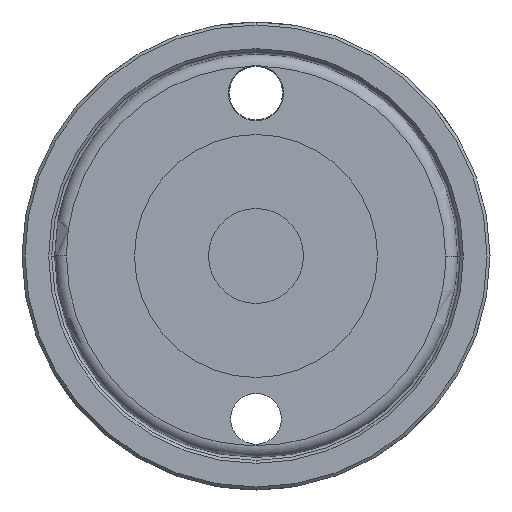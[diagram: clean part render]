
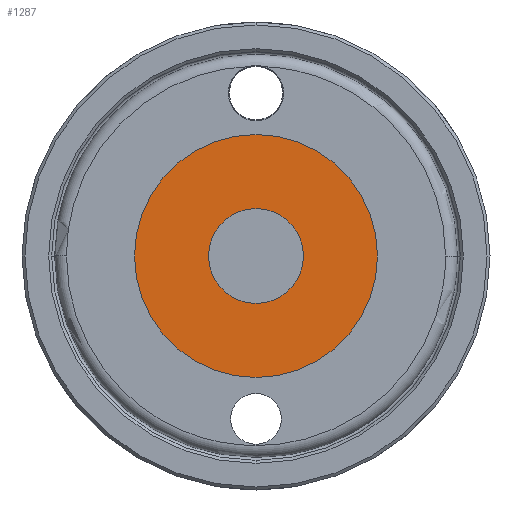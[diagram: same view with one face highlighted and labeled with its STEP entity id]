
A CAD part, front view. The second image highlights one B-rep face of the part: STEP entity #1287.
In plain terms, the highlighted planar face has unit normal (0, -1, 0).
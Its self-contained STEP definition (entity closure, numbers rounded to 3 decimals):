
#43 = CIRCLE ( 'NONE', #1397, 8. ) ;
#239 = CARTESIAN_POINT ( 'NONE',  ( 39.5, -1.6, 20.5 ) ) ;
#300 = CARTESIAN_POINT ( 'NONE',  ( 39.5, -1.6, 8. ) ) ;
#315 = DIRECTION ( 'NONE',  ( 0., 0., -1. ) ) ;
#317 = DIRECTION ( 'NONE',  ( 0., -1., 0. ) ) ;
#322 = CARTESIAN_POINT ( 'NONE',  ( 39.5, -1.6, 0. ) ) ;
#334 = DIRECTION ( 'NONE',  ( 0., 0., -1. ) ) ;
#337 = DIRECTION ( 'NONE',  ( 0., -1., 0. ) ) ;
#346 = CARTESIAN_POINT ( 'NONE',  ( 39.5, -1.6, 0. ) ) ;
#419 = CARTESIAN_POINT ( 'NONE',  ( 39.5, -1.6, -20.5 ) ) ;
#576 = DIRECTION ( 'NONE',  ( 0., 0., -1. ) ) ;
#578 = DIRECTION ( 'NONE',  ( 0., -1., 0. ) ) ;
#582 = CARTESIAN_POINT ( 'NONE',  ( 39.5, -1.6, 0. ) ) ;
#641 = DIRECTION ( 'NONE',  ( 0., 0., -1. ) ) ;
#643 = DIRECTION ( 'NONE',  ( 0., -1., 0. ) ) ;
#656 = CARTESIAN_POINT ( 'NONE',  ( 39.5, -1.6, 0. ) ) ;
#986 = DIRECTION ( 'NONE',  ( 0., 0., 1. ) ) ;
#987 = DIRECTION ( 'NONE',  ( 0., 1., 0. ) ) ;
#1011 = CARTESIAN_POINT ( 'NONE',  ( 60., -1.6, 0. ) ) ;
#1038 = PLANE ( 'NONE',  #1680 ) ;
#1176 = VERTEX_POINT ( 'NONE', #1858 ) ;
#1287 = ADVANCED_FACE ( 'NONE', ( #1649, #2270 ), #1038, .F. ) ;
#1363 = EDGE_CURVE ( 'NONE', #2437, #1944, #1622, .T. ) ;
#1384 = EDGE_CURVE ( 'NONE', #1176, #2229, #2682, .T. ) ;
#1397 = AXIS2_PLACEMENT_3D ( 'NONE', #346, #337, #334 ) ;
#1436 = EDGE_CURVE ( 'NONE', #2229, #1176, #43, .T. ) ;
#1437 = EDGE_CURVE ( 'NONE', #1944, #2437, #2366, .T. ) ;
#1465 = AXIS2_PLACEMENT_3D ( 'NONE', #582, #578, #576 ) ;
#1622 = CIRCLE ( 'NONE', #2717, 20.5 ) ;
#1649 = FACE_BOUND ( 'NONE', #2592, .T. ) ;
#1680 = AXIS2_PLACEMENT_3D ( 'NONE', #1011, #987, #986 ) ;
#1858 = CARTESIAN_POINT ( 'NONE',  ( 39.5, -1.6, -8. ) ) ;
#1944 = VERTEX_POINT ( 'NONE', #419 ) ;
#2097 = AXIS2_PLACEMENT_3D ( 'NONE', #322, #317, #315 ) ;
#2111 = ORIENTED_EDGE ( 'NONE', *, *, #1363, .T. ) ;
#2113 = ORIENTED_EDGE ( 'NONE', *, *, #1437, .T. ) ;
#2117 = ORIENTED_EDGE ( 'NONE', *, *, #1436, .F. ) ;
#2118 = ORIENTED_EDGE ( 'NONE', *, *, #1384, .F. ) ;
#2229 = VERTEX_POINT ( 'NONE', #300 ) ;
#2270 = FACE_OUTER_BOUND ( 'NONE', #2571, .T. ) ;
#2366 = CIRCLE ( 'NONE', #2097, 20.5 ) ;
#2437 = VERTEX_POINT ( 'NONE', #239 ) ;
#2571 = EDGE_LOOP ( 'NONE', ( #2113, #2111 ) ) ;
#2592 = EDGE_LOOP ( 'NONE', ( #2118, #2117 ) ) ;
#2682 = CIRCLE ( 'NONE', #1465, 8. ) ;
#2717 = AXIS2_PLACEMENT_3D ( 'NONE', #656, #643, #641 ) ;
